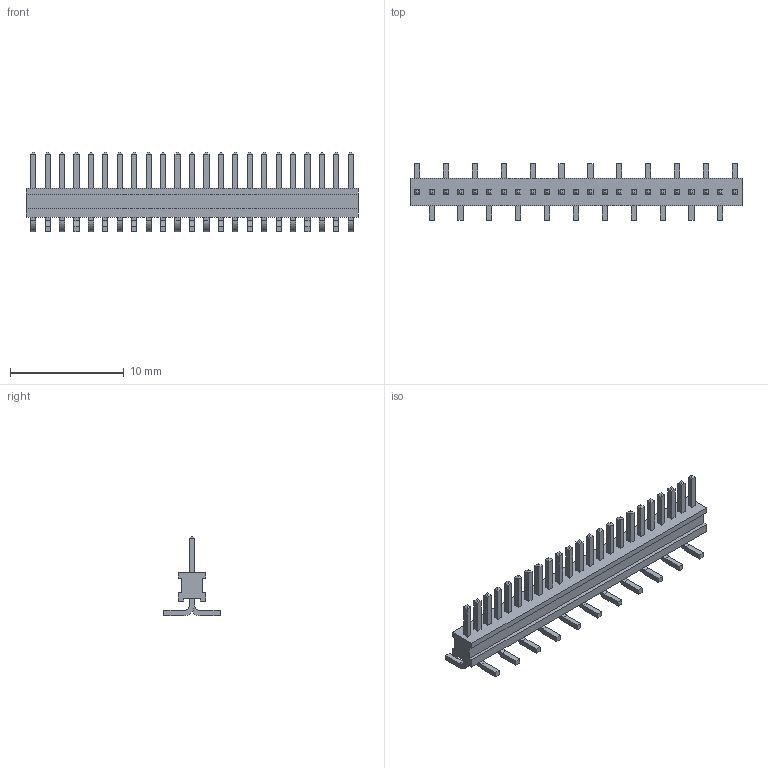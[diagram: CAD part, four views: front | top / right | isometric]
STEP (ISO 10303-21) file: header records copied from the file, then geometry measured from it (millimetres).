
FILE_DESCRIPTION(('FreeCAD Model'),'2;1');
FILE_NAME('Open CASCADE Shape Model','2025-01-14T20:24:38',(''),(''), 'Open CASCADE STEP processor 7.8','FreeCAD','Unknown');
FILE_SCHEMA(('AUTOMOTIVE_DESIGN { 1 0 10303 214 1 1 1 1 }'));
Length unit declared in the file: millimetre
Products named in the file (4): FTR-123-03-L-S; FTR-123-03-L-S_body; FTR-123-03-L-S_pins; FTR-123-03-L-S2PNS
Assembly tree (3 placements, depth 2):
  FTR-123-03-L-S
    FTR-123-03-L-S_body
    FTR-123-03-L-S_pins
    FTR-123-03-L-S2PNS
Bounding box: 29.21 x 4.98 x 6.99 mm (x, y, z)
Volume: 194.7 mm3; surface area: 948.7 mm2
Topology: 3 solids, 3 shells, 532 faces, 1360 edges, 876 vertices
Faces by surface type: plane 486, cylinder 46
Entity records: 15905 total; most frequent: CARTESIAN_POINT 2772, ORIENTED_EDGE 2720, DIRECTION 2524, EDGE_CURVE 1360, LINE 1268, VECTOR 1268, VERTEX_POINT 876, AXIS2_PLACEMENT_3D 628
